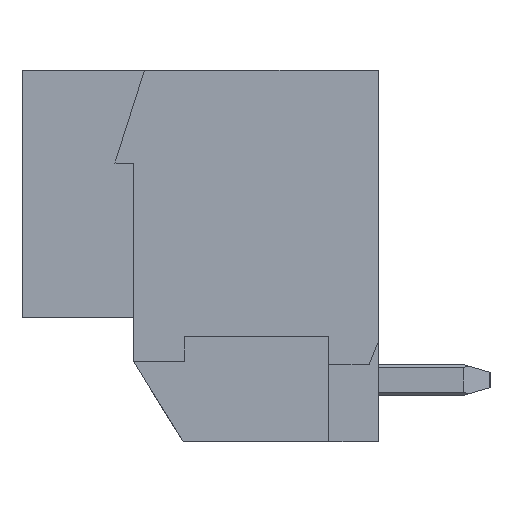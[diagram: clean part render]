
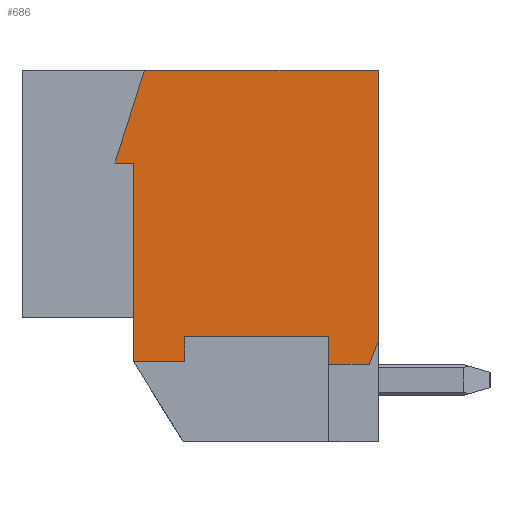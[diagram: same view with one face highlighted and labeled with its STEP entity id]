
A CAD part, left-side view. The second image highlights one B-rep face of the part: STEP entity #686.
In plain terms, the highlighted planar face has unit normal (-1, 0, 0).
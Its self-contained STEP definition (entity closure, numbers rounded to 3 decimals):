
#686 = ADVANCED_FACE( '', ( #1457 ), #1458, .T. );
#1457 = FACE_OUTER_BOUND( '', #2339, .T. );
#1458 = PLANE( '', #2340 );
#2339 = EDGE_LOOP( '', ( #4115, #4116, #4117, #4118, #4119, #4120, #4121, #4122, #4123, #4124, #4125 ) );
#2340 = AXIS2_PLACEMENT_3D( '', #4126, #4127, #4128 );
#4115 = ORIENTED_EDGE( '', *, *, #6005, .F. );
#4116 = ORIENTED_EDGE( '', *, *, #6333, .T. );
#4117 = ORIENTED_EDGE( '', *, *, #6269, .T. );
#4118 = ORIENTED_EDGE( '', *, *, #6334, .T. );
#4119 = ORIENTED_EDGE( '', *, *, #6335, .T. );
#4120 = ORIENTED_EDGE( '', *, *, #6336, .T. );
#4121 = ORIENTED_EDGE( '', *, *, #6337, .F. );
#4122 = ORIENTED_EDGE( '', *, *, #6192, .F. );
#4123 = ORIENTED_EDGE( '', *, *, #5957, .F. );
#4124 = ORIENTED_EDGE( '', *, *, #6338, .F. );
#4125 = ORIENTED_EDGE( '', *, *, #5936, .F. );
#4126 = CARTESIAN_POINT( '', ( -19.2, 0., 0. ) );
#4127 = DIRECTION( '', ( -1., 0., 0. ) );
#4128 = DIRECTION( '', ( 0., 0., 1. ) );
#5936 = EDGE_CURVE( '', #7321, #7322, #7323, .T. );
#5957 = EDGE_CURVE( '', #7356, #7358, #7359, .T. );
#6005 = EDGE_CURVE( '', #7435, #7321, #7436, .T. );
#6192 = EDGE_CURVE( '', #7358, #7737, #7738, .T. );
#6269 = EDGE_CURVE( '', #7849, #7847, #7850, .T. );
#6333 = EDGE_CURVE( '', #7435, #7849, #7936, .T. );
#6334 = EDGE_CURVE( '', #7847, #7937, #7938, .T. );
#6335 = EDGE_CURVE( '', #7937, #7939, #7940, .T. );
#6336 = EDGE_CURVE( '', #7939, #7941, #7942, .T. );
#6337 = EDGE_CURVE( '', #7737, #7941, #7943, .T. );
#6338 = EDGE_CURVE( '', #7322, #7356, #7944, .T. );
#7321 = VERTEX_POINT( '', #9268 );
#7322 = VERTEX_POINT( '', #9269 );
#7323 = LINE( '', #9270, #9271 );
#7356 = VERTEX_POINT( '', #9319 );
#7358 = VERTEX_POINT( '', #9322 );
#7359 = LINE( '', #9323, #9324 );
#7435 = VERTEX_POINT( '', #9433 );
#7436 = LINE( '', #9434, #9435 );
#7737 = VERTEX_POINT( '', #9881 );
#7738 = LINE( '', #9882, #9883 );
#7847 = VERTEX_POINT( '', #10047 );
#7849 = VERTEX_POINT( '', #10050 );
#7850 = LINE( '', #10051, #10052 );
#7936 = LINE( '', #10186, #10187 );
#7937 = VERTEX_POINT( '', #10188 );
#7938 = LINE( '', #10189, #10190 );
#7939 = VERTEX_POINT( '', #10191 );
#7940 = LINE( '', #10192, #10193 );
#7941 = VERTEX_POINT( '', #10194 );
#7942 = LINE( '', #10195, #10196 );
#7943 = LINE( '', #10197, #10198 );
#7944 = LINE( '', #10199, #10200 );
#9268 = CARTESIAN_POINT( '', ( -19.2, -3.475, -3.5 ) );
#9269 = CARTESIAN_POINT( '', ( -19.2, -2.175, -3.5 ) );
#9270 = CARTESIAN_POINT( '', ( -19.2, -3.475, -3.5 ) );
#9271 = VECTOR( '', #11214, 1000. );
#9319 = CARTESIAN_POINT( '', ( -19.2, -2.175, -2.6 ) );
#9322 = CARTESIAN_POINT( '', ( -19.2, 2.475, -2.6 ) );
#9323 = CARTESIAN_POINT( '', ( -19.2, -2.175, -2.6 ) );
#9324 = VECTOR( '', #11231, 1000. );
#9433 = CARTESIAN_POINT( '', ( -19.2, -3.775, -2.75 ) );
#9434 = CARTESIAN_POINT( '', ( -19.2, -3.775, -2.75 ) );
#9435 = VECTOR( '', #11274, 1000. );
#9881 = CARTESIAN_POINT( '', ( -19.2, 2.475, -3.4 ) );
#9882 = CARTESIAN_POINT( '', ( -19.2, 2.475, -2.6 ) );
#9883 = VECTOR( '', #11441, 1000. );
#10047 = CARTESIAN_POINT( '', ( -19.2, 3.775, 6. ) );
#10050 = CARTESIAN_POINT( '', ( -19.2, -3.775, 6. ) );
#10051 = CARTESIAN_POINT( '', ( -19.2, -3.775, 6. ) );
#10052 = VECTOR( '', #11504, 1000. );
#10186 = CARTESIAN_POINT( '', ( -19.2, -3.775, -6. ) );
#10187 = VECTOR( '', #11562, 1000. );
#10188 = CARTESIAN_POINT( '', ( -19.2, 4.725, 3. ) );
#10189 = CARTESIAN_POINT( '', ( -19.2, 3.775, 6. ) );
#10190 = VECTOR( '', #11563, 1000. );
#10191 = CARTESIAN_POINT( '', ( -19.2, 4.125, 3. ) );
#10192 = CARTESIAN_POINT( '', ( -19.2, 4.725, 3. ) );
#10193 = VECTOR( '', #11564, 1000. );
#10194 = CARTESIAN_POINT( '', ( -19.2, 4.125, -3.4 ) );
#10195 = CARTESIAN_POINT( '', ( -19.2, 4.125, 3. ) );
#10196 = VECTOR( '', #11565, 1000. );
#10197 = CARTESIAN_POINT( '', ( -19.2, 2.475, -3.4 ) );
#10198 = VECTOR( '', #11566, 1000. );
#10199 = CARTESIAN_POINT( '', ( -19.2, -2.175, -3.5 ) );
#10200 = VECTOR( '', #11567, 1000. );
#11214 = DIRECTION( '', ( 0., 1., 0. ) );
#11231 = DIRECTION( '', ( 0., 1., 0. ) );
#11274 = DIRECTION( '', ( 0., 0.371, -0.928 ) );
#11441 = DIRECTION( '', ( 0., 0., -1. ) );
#11504 = DIRECTION( '', ( 0., 1., 0. ) );
#11562 = DIRECTION( '', ( 0., 0., 1. ) );
#11563 = DIRECTION( '', ( 0., 0.302, -0.953 ) );
#11564 = DIRECTION( '', ( 0., -1., 0. ) );
#11565 = DIRECTION( '', ( 0., 0., -1. ) );
#11566 = DIRECTION( '', ( 0., 1., 0. ) );
#11567 = DIRECTION( '', ( 0., 0., 1. ) );
